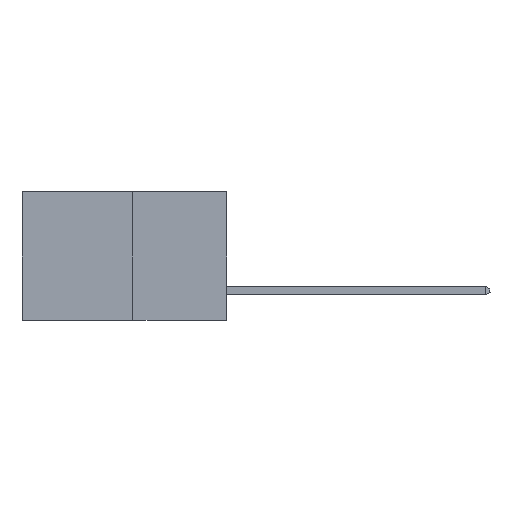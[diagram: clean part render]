
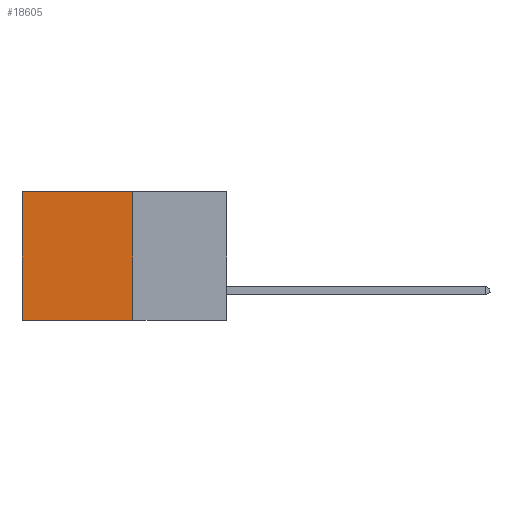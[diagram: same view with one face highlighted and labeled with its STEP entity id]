
A CAD part, left-side view. The second image highlights one B-rep face of the part: STEP entity #18605.
In plain terms, the highlighted planar face has unit normal (-1, 0, 0).
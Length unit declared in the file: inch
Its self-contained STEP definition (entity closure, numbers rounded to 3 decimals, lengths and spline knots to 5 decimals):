
#181 = EDGE_CURVE ( 'NONE', #7921, #5250, #8495, .T. ) ;
#694 = CARTESIAN_POINT ( 'NONE',  ( 0.277, 0.59, -0.37 ) ) ;
#1266 = VECTOR ( 'NONE', #7608, 39.37008 ) ;
#2296 = VERTEX_POINT ( 'NONE', #16506 ) ;
#2504 = DIRECTION ( 'NONE',  ( 0., 0., -1. ) ) ;
#3059 = CARTESIAN_POINT ( 'NONE',  ( 0.277, 0.27, 0. ) ) ;
#3241 = DIRECTION ( 'NONE',  ( 0., 1., 0. ) ) ;
#3388 = CARTESIAN_POINT ( 'NONE',  ( 0.277, 0.27, -0.37 ) ) ;
#3776 = CARTESIAN_POINT ( 'NONE',  ( 0.277, 0.27, -0.37 ) ) ;
#4052 = DIRECTION ( 'NONE',  ( 0., 0., -1. ) ) ;
#4527 = DIRECTION ( 'NONE',  ( 0., 0., -1. ) ) ;
#4781 = EDGE_CURVE ( 'NONE', #11807, #2296, #17274, .T. ) ;
#4985 = VECTOR ( 'NONE', #4527, 39.37008 ) ;
#5150 = AXIS2_PLACEMENT_3D ( 'NONE', #6795, #11856, #2504 ) ;
#5250 = VERTEX_POINT ( 'NONE', #3776 ) ;
#6795 = CARTESIAN_POINT ( 'NONE',  ( 0.277, 0.27, -0.37 ) ) ;
#6997 = EDGE_LOOP ( 'NONE', ( #7507, #14272, #12151, #14490 ) ) ;
#7321 = EDGE_CURVE ( 'NONE', #7921, #11807, #13653, .T. ) ;
#7507 = ORIENTED_EDGE ( 'NONE', *, *, #4781, .T. ) ;
#7608 = DIRECTION ( 'NONE',  ( 0., 1., 0. ) ) ;
#7713 = CARTESIAN_POINT ( 'NONE',  ( 0.277, 0.27, 0. ) ) ;
#7907 = EDGE_CURVE ( 'NONE', #5250, #2296, #11355, .T. ) ;
#7921 = VERTEX_POINT ( 'NONE', #3059 ) ;
#8495 = LINE ( 'NONE', #12580, #19673 ) ;
#8515 = CARTESIAN_POINT ( 'NONE',  ( 0.277, 0.59, 0. ) ) ;
#10221 = PLANE ( 'NONE',  #5150 ) ;
#11355 = LINE ( 'NONE', #3388, #18889 ) ;
#11807 = VERTEX_POINT ( 'NONE', #8515 ) ;
#11856 = DIRECTION ( 'NONE',  ( 1., 0., 0. ) ) ;
#12151 = ORIENTED_EDGE ( 'NONE', *, *, #181, .F. ) ;
#12580 = CARTESIAN_POINT ( 'NONE',  ( 0.277, 0.27, -0.37 ) ) ;
#13653 = LINE ( 'NONE', #7713, #1266 ) ;
#14272 = ORIENTED_EDGE ( 'NONE', *, *, #7907, .F. ) ;
#14490 = ORIENTED_EDGE ( 'NONE', *, *, #7321, .T. ) ;
#16266 = FACE_OUTER_BOUND ( 'NONE', #6997, .T. ) ;
#16506 = CARTESIAN_POINT ( 'NONE',  ( 0.277, 0.59, -0.37 ) ) ;
#17274 = LINE ( 'NONE', #694, #4985 ) ;
#18605 = ADVANCED_FACE ( 'NONE', ( #16266 ), #10221, .F. ) ;
#18889 = VECTOR ( 'NONE', #3241, 39.37008 ) ;
#19673 = VECTOR ( 'NONE', #4052, 39.37008 ) ;
